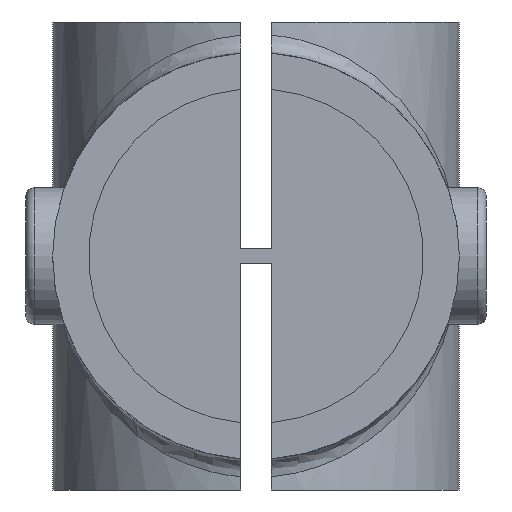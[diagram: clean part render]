
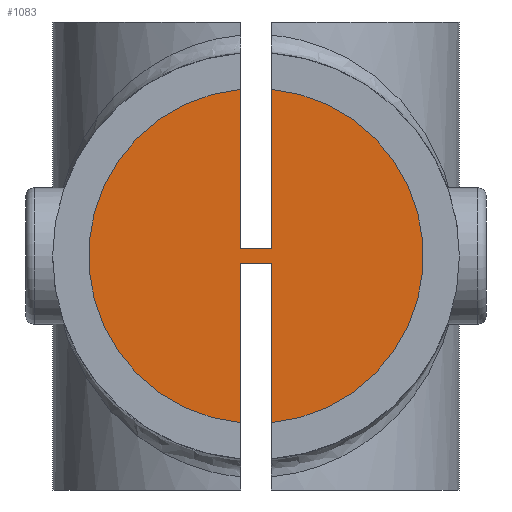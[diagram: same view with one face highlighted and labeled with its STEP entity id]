
A CAD part, left-side view. The second image highlights one B-rep face of the part: STEP entity #1083.
In plain terms, the highlighted planar face has unit normal (-1, 0, 0).
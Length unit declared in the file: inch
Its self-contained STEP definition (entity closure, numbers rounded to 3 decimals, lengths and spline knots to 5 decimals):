
#33=PLANE('',#1179);
#73=CIRCLE('',#1180,0.465);
#74=CIRCLE('',#1181,0.465);
#132=LINE('',#2087,#219);
#146=LINE('',#2117,#233);
#152=LINE('',#2128,#239);
#158=LINE('',#2141,#245);
#159=LINE('',#2143,#246);
#160=LINE('',#2145,#247);
#219=VECTOR('',#1342,0.3937);
#233=VECTOR('',#1366,0.3937);
#239=VECTOR('',#1374,0.3937);
#245=VECTOR('',#1384,0.3937);
#246=VECTOR('',#1385,0.3937);
#247=VECTOR('',#1386,0.3937);
#326=FACE_OUTER_BOUND('',#390,.T.);
#390=EDGE_LOOP('',(#822,#823,#824,#825,#826,#827,#828,#829));
#493=VERTEX_POINT('',#2085);
#494=VERTEX_POINT('',#2086);
#505=VERTEX_POINT('',#2116);
#509=VERTEX_POINT('',#2127);
#513=VERTEX_POINT('',#2138);
#514=VERTEX_POINT('',#2140);
#515=VERTEX_POINT('',#2142);
#516=VERTEX_POINT('',#2144);
#610=EDGE_CURVE('',#493,#494,#132,.T.);
#626=EDGE_CURVE('',#494,#505,#146,.T.);
#632=EDGE_CURVE('',#509,#493,#152,.T.);
#638=EDGE_CURVE('',#513,#505,#73,.T.);
#639=EDGE_CURVE('',#513,#514,#158,.T.);
#640=EDGE_CURVE('',#514,#515,#159,.T.);
#641=EDGE_CURVE('',#515,#516,#160,.T.);
#642=EDGE_CURVE('',#509,#516,#74,.T.);
#822=ORIENTED_EDGE('',*,*,#632,.T.);
#823=ORIENTED_EDGE('',*,*,#610,.T.);
#824=ORIENTED_EDGE('',*,*,#626,.T.);
#825=ORIENTED_EDGE('',*,*,#638,.F.);
#826=ORIENTED_EDGE('',*,*,#639,.T.);
#827=ORIENTED_EDGE('',*,*,#640,.T.);
#828=ORIENTED_EDGE('',*,*,#641,.T.);
#829=ORIENTED_EDGE('',*,*,#642,.F.);
#1083=ADVANCED_FACE('',(#326),#33,.T.);
#1179=AXIS2_PLACEMENT_3D('',#2137,#1380,#1381);
#1180=AXIS2_PLACEMENT_3D('',#2139,#1382,#1383);
#1181=AXIS2_PLACEMENT_3D('',#2146,#1387,#1388);
#1342=DIRECTION('',(0.,1.,0.));
#1366=DIRECTION('',(0.,0.,1.));
#1374=DIRECTION('',(0.,0.,-1.));
#1380=DIRECTION('center_axis',(-1.,0.,0.));
#1381=DIRECTION('ref_axis',(0.,0.,1.));
#1382=DIRECTION('center_axis',(1.,0.,0.));
#1383=DIRECTION('ref_axis',(0.,0.,1.));
#1384=DIRECTION('',(0.,0.,1.));
#1385=DIRECTION('',(0.,-1.,0.));
#1386=DIRECTION('',(0.,0.,-1.));
#1387=DIRECTION('center_axis',(1.,0.,0.));
#1388=DIRECTION('ref_axis',(0.,0.,1.));
#2085=CARTESIAN_POINT('',(-1.285,-0.0425,0.02));
#2086=CARTESIAN_POINT('',(-1.285,0.0425,0.02));
#2087=CARTESIAN_POINT('',(-1.285,0.,0.02));
#2116=CARTESIAN_POINT('',(-1.285,0.0425,0.46305));
#2117=CARTESIAN_POINT('',(-1.285,0.0425,0.325));
#2127=CARTESIAN_POINT('',(-1.285,-0.0425,0.46305));
#2128=CARTESIAN_POINT('',(-1.285,-0.0425,0.325));
#2137=CARTESIAN_POINT('Origin',(-1.285,0.,0.));
#2138=CARTESIAN_POINT('',(-1.285,0.0425,-0.46305));
#2139=CARTESIAN_POINT('Origin',(-1.285,0.,0.));
#2140=CARTESIAN_POINT('',(-1.285,0.0425,-0.02));
#2141=CARTESIAN_POINT('',(-1.285,0.0425,-0.325));
#2142=CARTESIAN_POINT('',(-1.285,-0.0425,-0.02));
#2143=CARTESIAN_POINT('',(-1.285,0.,-0.02));
#2144=CARTESIAN_POINT('',(-1.285,-0.0425,-0.46305));
#2145=CARTESIAN_POINT('',(-1.285,-0.0425,-0.325));
#2146=CARTESIAN_POINT('Origin',(-1.285,0.,0.));
